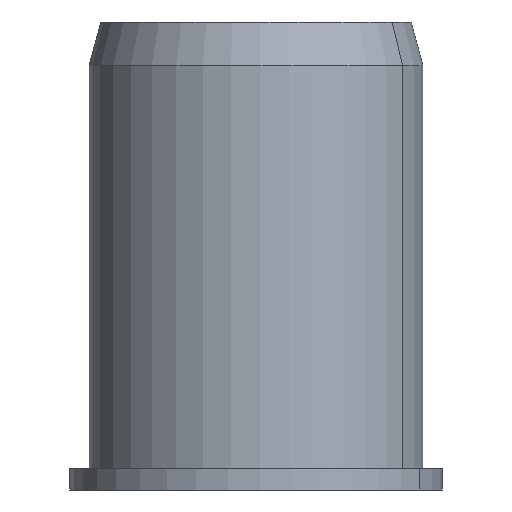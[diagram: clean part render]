
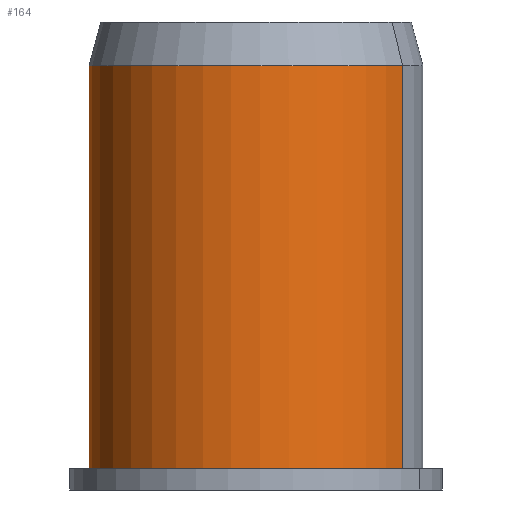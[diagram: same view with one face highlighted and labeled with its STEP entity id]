
A CAD part, left-side view. The second image highlights one B-rep face of the part: STEP entity #164.
In plain terms, the highlighted cylindrical face has radius 7.85 mm (diameter 15.7 mm), a partial arc.
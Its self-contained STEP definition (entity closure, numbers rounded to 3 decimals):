
#108=CARTESIAN_POINT('Axis2P3D Location',(0.,0.,11.)) ;
#117=CARTESIAN_POINT('Vertex',(3.763,6.889,1.)) ;
#119=CARTESIAN_POINT('Vertex',(-3.763,-6.889,1.)) ;
#122=CARTESIAN_POINT('Line Origine',(3.763,6.889,10.474)) ;
#126=CARTESIAN_POINT('Vertex',(3.763,6.889,19.947)) ;
#133=CARTESIAN_POINT('Vertex',(-3.763,-6.889,19.947)) ;
#136=CARTESIAN_POINT('Line Origine',(-3.763,-6.889,10.474)) ;
#148=CARTESIAN_POINT('Axis2P3D Location',(0.,0.,1.)) ;
#153=CARTESIAN_POINT('Axis2P3D Location',(0.,0.,19.947)) ;
#109=DIRECTION('Axis2P3D Direction',(0.,0.,-1.)) ;
#110=DIRECTION('Axis2P3D XDirection',(0.479,0.878,0.)) ;
#123=DIRECTION('Vector Direction',(0.,0.,-1.)) ;
#137=DIRECTION('Vector Direction',(0.,0.,-1.)) ;
#149=DIRECTION('Axis2P3D Direction',(0.,0.,-1.)) ;
#154=DIRECTION('Axis2P3D Direction',(0.,0.,-1.)) ;
#111=AXIS2_PLACEMENT_3D('Cylinder Axis2P3D',#108,#109,#110) ;
#150=AXIS2_PLACEMENT_3D('Circle Axis2P3D',#148,#149,$) ;
#155=AXIS2_PLACEMENT_3D('Circle Axis2P3D',#153,#154,$) ;
#159=ORIENTED_EDGE('',*,*,#152,.F.) ;
#160=ORIENTED_EDGE('',*,*,#140,.T.) ;
#161=ORIENTED_EDGE('',*,*,#157,.T.) ;
#162=ORIENTED_EDGE('',*,*,#128,.F.) ;
#124=VECTOR('Line Direction',#123,1.) ;
#138=VECTOR('Line Direction',#137,1.) ;
#164=ADVANCED_FACE('PartBody',(#163),#112,.T.) ;
#151=CIRCLE('generated circle',#150,7.85) ;
#156=CIRCLE('generated circle',#155,7.85) ;
#112=CYLINDRICAL_SURFACE('generated cylinder',#111,7.85) ;
#128=EDGE_CURVE('',#118,#127,#125,.F.) ;
#140=EDGE_CURVE('',#120,#134,#139,.F.) ;
#152=EDGE_CURVE('',#120,#118,#151,.T.) ;
#157=EDGE_CURVE('',#134,#127,#156,.T.) ;
#158=EDGE_LOOP('',(#159,#160,#161,#162)) ;
#163=FACE_OUTER_BOUND('',#158,.T.) ;
#125=LINE('Line',#122,#124) ;
#139=LINE('Line',#136,#138) ;
#118=VERTEX_POINT('',#117) ;
#120=VERTEX_POINT('',#119) ;
#127=VERTEX_POINT('',#126) ;
#134=VERTEX_POINT('',#133) ;
